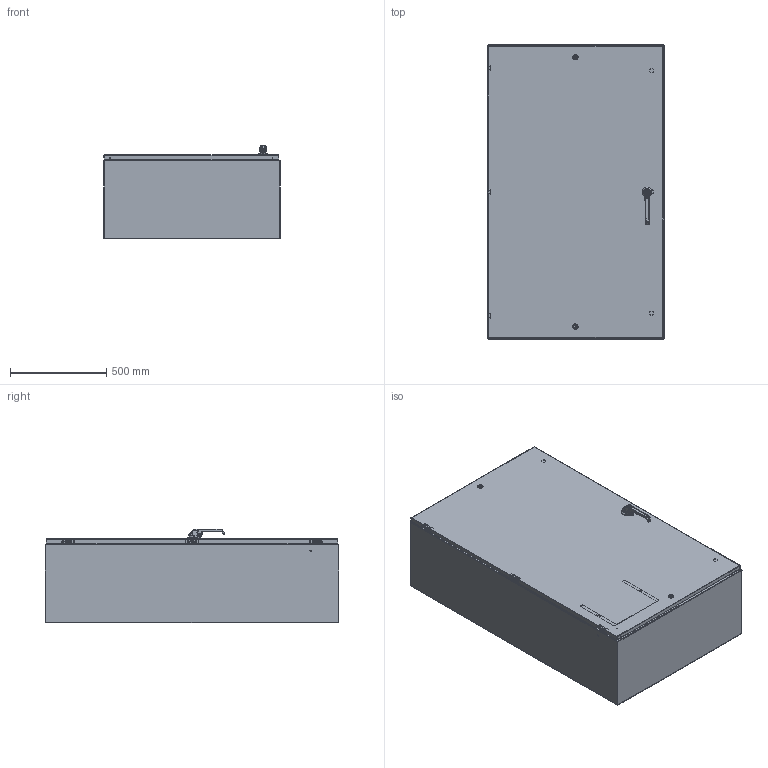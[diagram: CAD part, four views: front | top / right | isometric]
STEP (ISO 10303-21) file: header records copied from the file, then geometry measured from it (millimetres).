
FILE_DESCRIPTION (( 'STEP AP214' ), '1' );
FILE_NAME ('SCE-60EL3616LPPL.STEP', '2023-08-24T13:18:45', ( '' ), ( '' ), 'SwSTEP 2.0', 'SolidWorks 2021', '' );
FILE_SCHEMA (( 'AUTOMOTIVE_DESIGN' ));
Length unit declared in the file: inch
Products named in the file (1): SCE-60EL3616LPPL
Bounding box: 914.4 x 1524 x 484.56 mm (x, y, z)
Volume: 15819602.4 mm3; surface area: 15977588.1 mm2
Topology: 36 solids, 39 shells, 3125 faces, 8362 edges, 5285 vertices
Faces by surface type: plane 1432, cylinder 1056, bspline 385, cone 186, torus 58, sphere 8
Full cylindrical faces by diameter (mm): 1.016 x3, 3.978 x3, 4.318 x9, 4.369 x6, 4.775 x8, 4.978 x12, 5.207 x6, 5.232 x6, 5.5 x1, 5.537 x3, 6.096 x6, 6.198 x6, 6.35 x6, 8.738 x3, 9.525 x6, 11.112 x4, 15.9 x1, 19.05 x1, 27 x3
Entity records: 128450 total; most frequent: CARTESIAN_POINT 53596, ORIENTED_EDGE 16212, DIRECTION 14309, EDGE_CURVE 8106, VERTEX_POINT 5226, AXIS2_PLACEMENT_3D 4967, VECTOR 4375, LINE 4375
